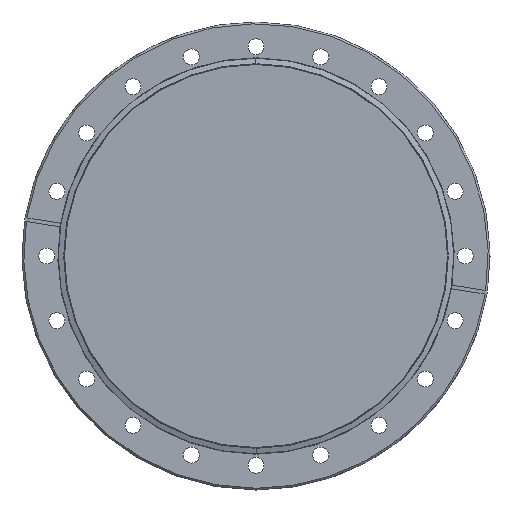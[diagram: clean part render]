
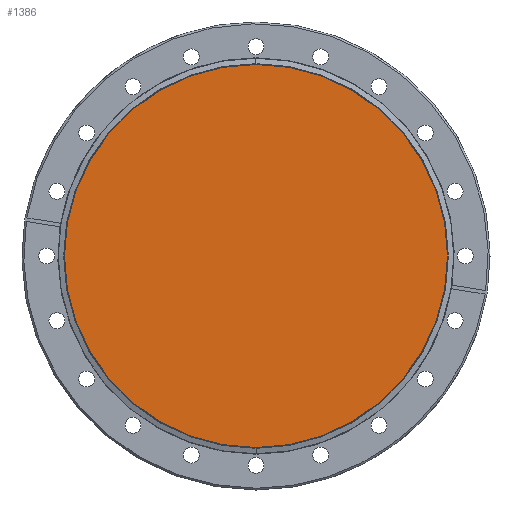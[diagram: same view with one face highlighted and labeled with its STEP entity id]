
A CAD part, left-side view. The second image highlights one B-rep face of the part: STEP entity #1386.
In plain terms, the highlighted planar face has unit normal (-1, 0, 0).
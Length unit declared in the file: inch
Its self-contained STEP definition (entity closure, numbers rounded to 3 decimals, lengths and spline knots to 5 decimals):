
#96 = ORIENTED_EDGE ( 'NONE', *, *, #1124, .T. ) ;
#162 = DIRECTION ( 'NONE',  ( 0., 0., -1. ) ) ;
#209 = ORIENTED_EDGE ( 'NONE', *, *, #2394, .T. ) ;
#300 = PLANE ( 'NONE',  #794 ) ;
#319 = DIRECTION ( 'NONE',  ( 0., 0., -1. ) ) ;
#577 = FACE_OUTER_BOUND ( 'NONE', #1128, .T. ) ;
#794 = AXIS2_PLACEMENT_3D ( 'NONE', #1496, #2441, #319 ) ;
#821 = CIRCLE ( 'NONE', #1675, 3.2614 ) ;
#854 = DIRECTION ( 'NONE',  ( -1., 0., 0. ) ) ;
#1088 = CARTESIAN_POINT ( 'NONE',  ( 0.051, 0., -3.2614 ) ) ;
#1101 = AXIS2_PLACEMENT_3D ( 'NONE', #2322, #854, #162 ) ;
#1124 = EDGE_CURVE ( 'NONE', #1375, #1540, #1245, .T. ) ;
#1128 = EDGE_LOOP ( 'NONE', ( #209, #96 ) ) ;
#1245 = CIRCLE ( 'NONE', #1101, 3.2614 ) ;
#1375 = VERTEX_POINT ( 'NONE', #1796 ) ;
#1386 = ADVANCED_FACE ( 'NONE', ( #577 ), #300, .F. ) ;
#1496 = CARTESIAN_POINT ( 'NONE',  ( 0.051, 3.26559, 0. ) ) ;
#1540 = VERTEX_POINT ( 'NONE', #1088 ) ;
#1675 = AXIS2_PLACEMENT_3D ( 'NONE', #2223, #2953, #2697 ) ;
#1796 = CARTESIAN_POINT ( 'NONE',  ( 0.051, 0., 3.2614 ) ) ;
#2223 = CARTESIAN_POINT ( 'NONE',  ( 0.051, 0., 0. ) ) ;
#2322 = CARTESIAN_POINT ( 'NONE',  ( 0.051, 0., 0. ) ) ;
#2394 = EDGE_CURVE ( 'NONE', #1540, #1375, #821, .T. ) ;
#2441 = DIRECTION ( 'NONE',  ( 1., 0., 0. ) ) ;
#2697 = DIRECTION ( 'NONE',  ( 0., 0., -1. ) ) ;
#2953 = DIRECTION ( 'NONE',  ( -1., 0., 0. ) ) ;
